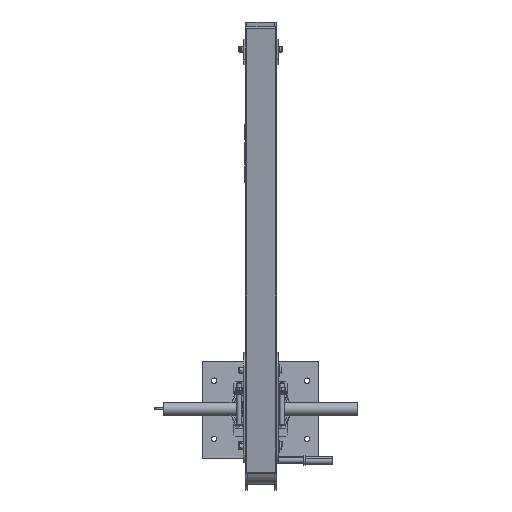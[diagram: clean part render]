
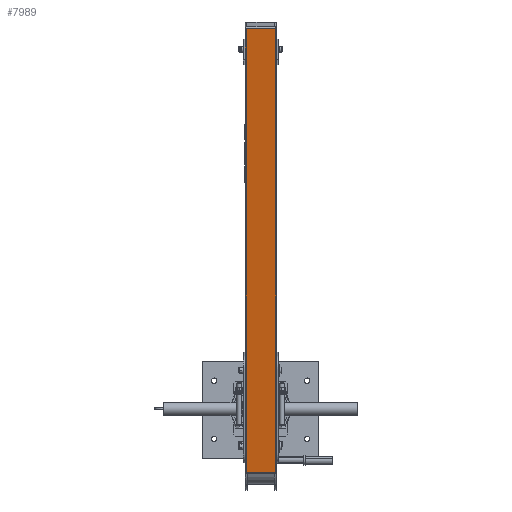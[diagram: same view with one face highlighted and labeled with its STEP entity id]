
A CAD part, top view. The second image highlights one B-rep face of the part: STEP entity #7989.
In plain terms, the highlighted face is planar.
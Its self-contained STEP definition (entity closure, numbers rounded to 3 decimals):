
#1593=ORIENTED_EDGE('',*,*,#3316,.F.);
#1594=ORIENTED_EDGE('',*,*,#3265,.F.);
#1595=ORIENTED_EDGE('',*,*,#3322,.T.);
#1596=ORIENTED_EDGE('',*,*,#3187,.T.);
#3187=EDGE_CURVE('',#4141,#4139,#4822,.T.);
#3265=EDGE_CURVE('',#4218,#4219,#4874,.T.);
#3316=EDGE_CURVE('',#4219,#4139,#4910,.T.);
#3322=EDGE_CURVE('',#4218,#4141,#4916,.T.);
#4139=VERTEX_POINT('',#14309);
#4141=VERTEX_POINT('',#14312);
#4218=VERTEX_POINT('',#14726);
#4219=VERTEX_POINT('',#14728);
#4822=LINE('',#14311,#5456);
#4874=LINE('',#14727,#5508);
#4910=LINE('',#14870,#5544);
#4916=LINE('',#14881,#5550);
#5456=VECTOR('',#11765,1000.);
#5508=VECTOR('',#11849,1000.);
#5544=VECTOR('',#11935,1000.);
#5550=VECTOR('',#11943,1000.);
#6226=EDGE_LOOP('',(#1593,#1594,#1595,#1596));
#7026=FACE_BOUND('',#6226,.T.);
#7634=PLANE('',#10638);
#7989=ADVANCED_FACE('',(#7026),#7634,.T.);
#10638=AXIS2_PLACEMENT_3D('',#14920,#11983,#11984);
#11765=DIRECTION('',(0.,-1.,0.));
#11849=DIRECTION('',(0.,-1.,0.));
#11935=DIRECTION('',(-1.,0.,0.));
#11943=DIRECTION('',(-1.,0.,0.));
#11983=DIRECTION('',(0.,0.,1.));
#11984=DIRECTION('',(1.,0.,0.));
#14309=CARTESIAN_POINT('',(-40.,0.,40.));
#14311=CARTESIAN_POINT('',(-40.,1160.,40.));
#14312=CARTESIAN_POINT('',(-40.,1160.,40.));
#14726=CARTESIAN_POINT('',(40.,1160.,40.));
#14727=CARTESIAN_POINT('',(40.,1160.,40.));
#14728=CARTESIAN_POINT('',(40.,0.,40.));
#14870=CARTESIAN_POINT('',(40.,0.,40.));
#14881=CARTESIAN_POINT('',(40.,1160.,40.));
#14920=CARTESIAN_POINT('',(40.,1160.,40.));
